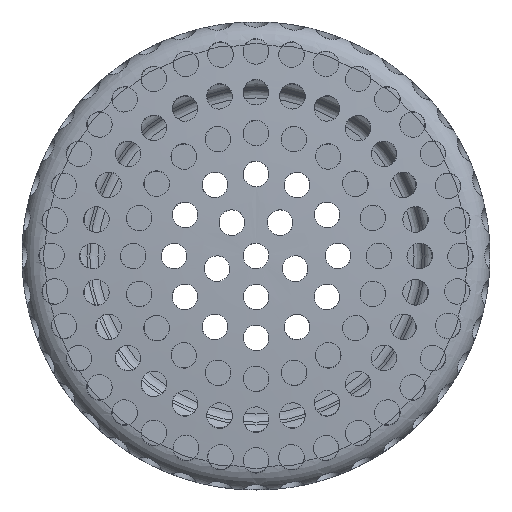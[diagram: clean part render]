
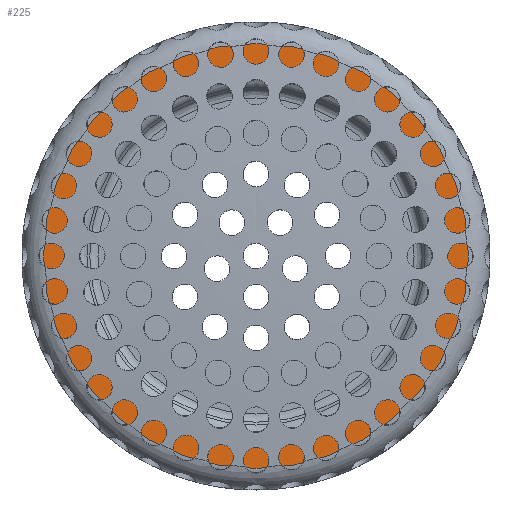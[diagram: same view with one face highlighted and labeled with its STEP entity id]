
A CAD part, top view. The second image highlights one B-rep face of the part: STEP entity #225.
In plain terms, the highlighted planar face has unit normal (0, 0, 1).
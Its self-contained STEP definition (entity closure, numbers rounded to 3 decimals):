
#225=ADVANCED_FACE('',(#6902,#6904),#6906,.T.);
#6902=FACE_BOUND('',#6903,.T.);
#6903=EDGE_LOOP('',(#9288));
#6904=FACE_BOUND('',#6905,.T.);
#6905=EDGE_LOOP('',(#9289));
#6906=PLANE('',#6907);
#6907=AXIS2_PLACEMENT_3D('',#6908,#6909,#6910);
#6908=CARTESIAN_POINT('',(0.,0.,43.));
#6909=DIRECTION('',(0.,0.,1.));
#6910=DIRECTION('',(0.,-1.,0.));
#9288=ORIENTED_EDGE('',*,*,#11437,.T.);
#9289=ORIENTED_EDGE('',*,*,#11435,.F.);
#11435=EDGE_CURVE('',#12573,#12573,#12574,.T.);
#11437=EDGE_CURVE('',#12577,#12577,#12578,.T.);
#12573=VERTEX_POINT('',#16775);
#12574=CIRCLE('',#16776,35.608);
#12577=VERTEX_POINT('',#16785);
#12578=CIRCLE('',#16786,41.55);
#16775=CARTESIAN_POINT('',(0.,-35.608,43.));
#16776=AXIS2_PLACEMENT_3D('',#16777,#16778,#16779);
#16777=CARTESIAN_POINT('',(0.,0.,43.));
#16778=DIRECTION('',(0.,0.,1.));
#16779=DIRECTION('',(0.,-1.,0.));
#16785=CARTESIAN_POINT('',(0.,-41.55,43.));
#16786=AXIS2_PLACEMENT_3D('',#16787,#16788,#16789);
#16787=CARTESIAN_POINT('',(0.,0.,43.));
#16788=DIRECTION('',(0.,0.,1.));
#16789=DIRECTION('',(0.,-1.,0.));
